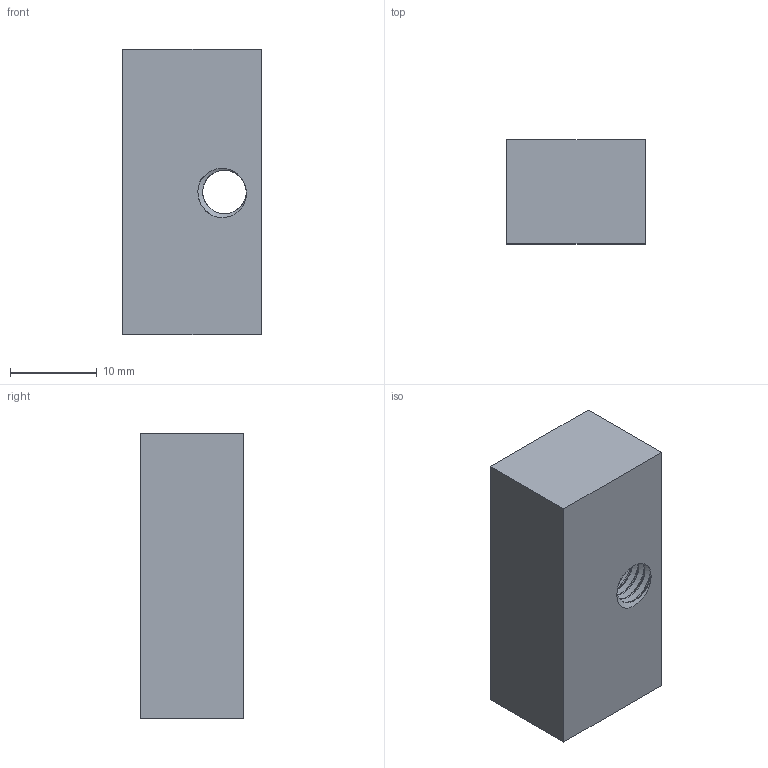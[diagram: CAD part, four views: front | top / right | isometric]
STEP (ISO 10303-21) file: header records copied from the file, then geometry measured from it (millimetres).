
FILE_DESCRIPTION(/* description */ (''),/* implementation_level */ '2;1');
FILE_NAME(/* name */ 'bloc de chauffe v2.step',/* time_stamp */ '2017-11-02T13:55:47+01:00',/* author */ (''),/* organization */ (''),/* preprocessor_version */ 'ST-DEVELOPER v16.13',/* originating_system */ 'Autodesk Translation Framework v6.5.0.72',/* authorisation */ '');
FILE_SCHEMA (('AUTOMOTIVE_DESIGN { 1 0 10303 214 3 1 1 }'));
Length unit declared in the file: millimetre
Products named in the file (1): bloc de chauffe  v2
Bounding box: 16 x 12 x 33 mm (x, y, z)
Volume: 4991.4 mm3; surface area: 3669.8 mm2
Topology: 1 solids, 1 shells, 149 faces, 404 edges, 259 vertices
Faces by surface type: cylinder 121, plane 14, bspline 14
Full cylindrical faces by diameter (mm): 2.529 x37, 3 x1, 3.086 x35, 5.035 x16, 6 x1, 6.147 x15
Entity records: 10669 total; most frequent: CARTESIAN_POINT 7421, ORIENTED_EDGE 808, DIRECTION 440, EDGE_CURVE 404, VERTEX_POINT 259, B_SPLINE_CURVE_WITH_KNOTS 256, EDGE_LOOP 157, AXIS2_PLACEMENT_3D 156
